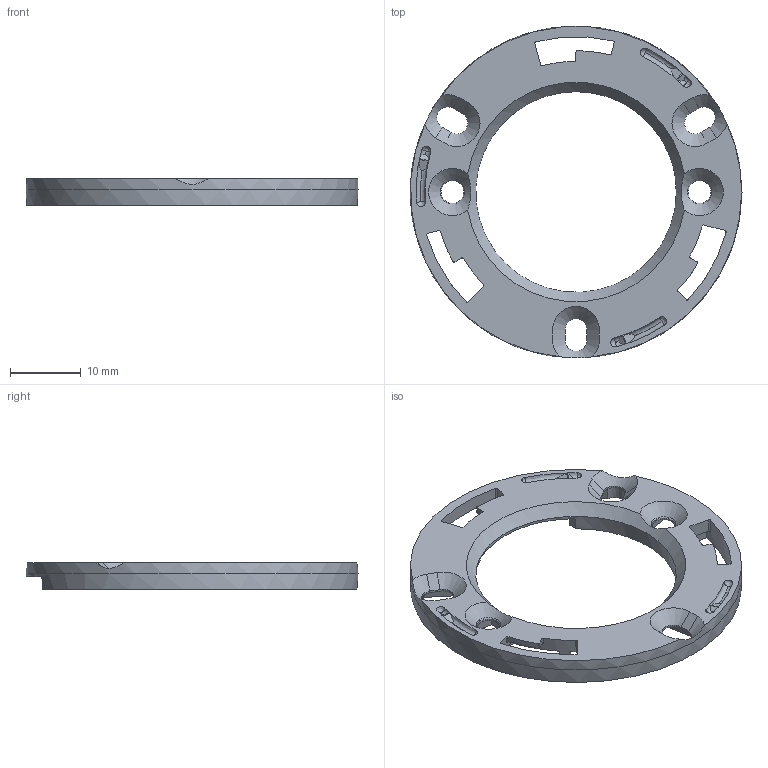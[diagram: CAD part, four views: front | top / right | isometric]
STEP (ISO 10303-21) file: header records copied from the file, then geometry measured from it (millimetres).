
FILE_DESCRIPTION(('STEP AP214'),'1');
FILE_NAME('ces Molex.stp','2017-04-03T10:06:35',(' '),(' '),'Spatial InterOp 3D',' ',' ');
FILE_SCHEMA(('automotive_design'));
Length unit declared in the file: millimetre
Products named in the file (1): Base holder bi-pièces Molex
Bounding box: 47 x 47 x 3.8 mm (x, y, z)
Volume: 2254.9 mm3; surface area: 3385.1 mm2
Topology: 1 solids, 1 shells, 249 faces, 690 edges, 437 vertices
Faces by surface type: plane 81, cone 56, torus 43, bspline 33, cylinder 30, sphere 6
Entity records: 11478 total; most frequent: CARTESIAN_POINT 3491, ORIENTED_EDGE 1348, DIRECTION 1161, EDGE_CURVE 674, AXIS2_PLACEMENT_3D 499, VERTEX_POINT 437, EDGE_LOOP 277, CIRCLE 272
